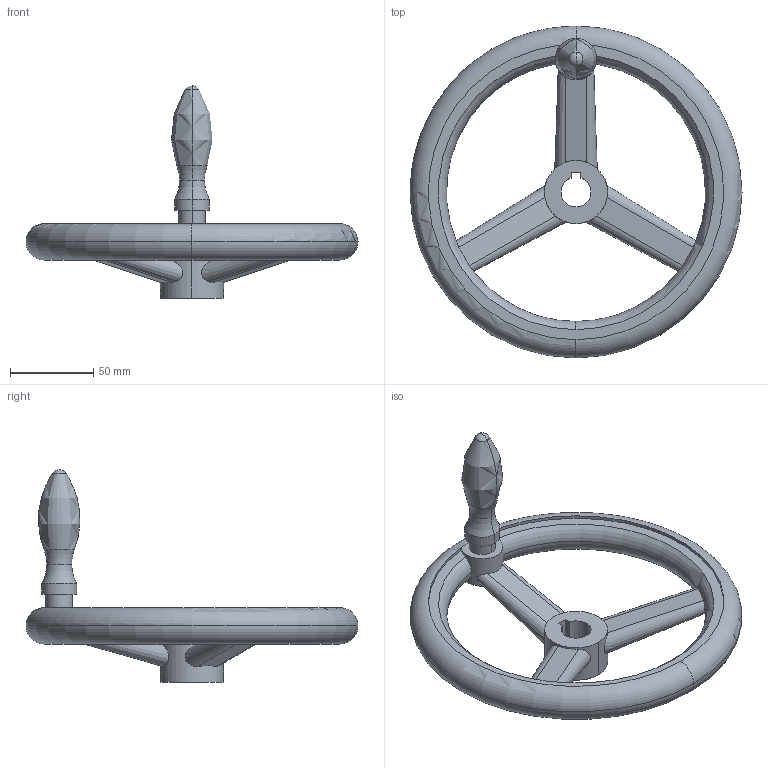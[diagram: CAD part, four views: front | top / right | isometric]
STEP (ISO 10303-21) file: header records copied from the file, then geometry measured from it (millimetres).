
FILE_DESCRIPTION(('STEP AP214'),'1');
FILE_NAME(' ',' ',('TraceParts'),('TraceParts S.A.'),'XStep 1.0',' ',' ');
FILE_SCHEMA(('automotive_design'));
Length unit declared in the file: millimetre
Products named in the file (1): 1
Bounding box: 200 x 200 x 127.99 mm (x, y, z)
Volume: 295278.9 mm3; surface area: 61578.7 mm2
Topology: 1 solids, 1 shells, 52 faces, 140 edges, 87 vertices
Faces by surface type: cylinder 15, plane 15, torus 14, cone 6, sphere 2
Entity records: 3817 total; most frequent: CARTESIAN_POINT 930, DIRECTION 292, STYLED_ITEM 278, PRESENTATION_STYLE_ASSIGNMENT 278, COLOUR_RGB 278, ORIENTED_EDGE 276, EDGE_CURVE 138, CURVE_STYLE 138
